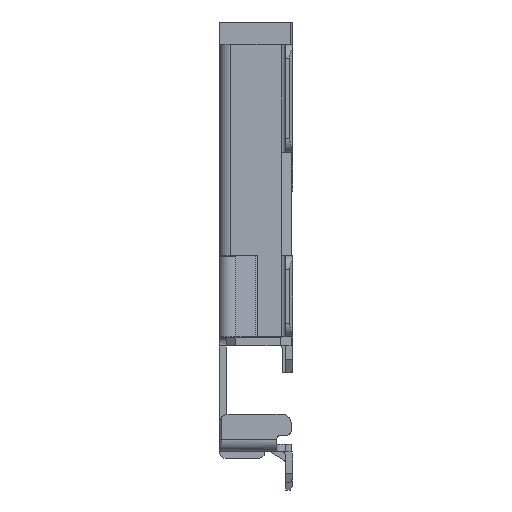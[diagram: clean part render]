
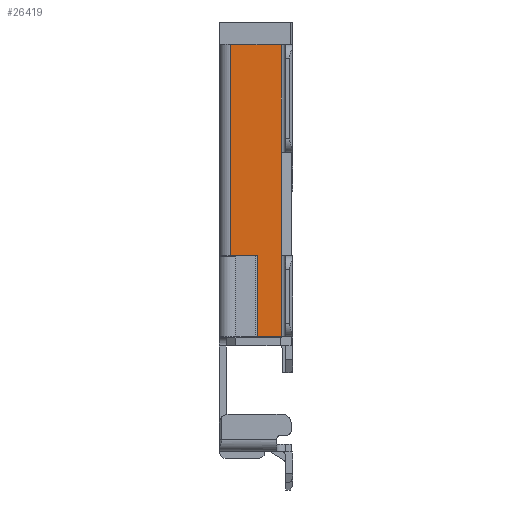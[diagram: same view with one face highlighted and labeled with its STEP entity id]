
A CAD part, left-side view. The second image highlights one B-rep face of the part: STEP entity #26419.
In plain terms, the highlighted planar face has unit normal (-1, 0, 0).
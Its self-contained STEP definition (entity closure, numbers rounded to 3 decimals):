
#1033 = VECTOR ( 'NONE', #21317, 1000. ) ;
#1088 = CARTESIAN_POINT ( 'NONE',  ( -12.165, 0.398, -4.7 ) ) ;
#1602 = LINE ( 'NONE', #37931, #22557 ) ;
#1707 = LINE ( 'NONE', #31325, #11643 ) ;
#1942 = ORIENTED_EDGE ( 'NONE', *, *, #8812, .T. ) ;
#2315 = VECTOR ( 'NONE', #19767, 1000. ) ;
#3484 = LINE ( 'NONE', #45743, #2315 ) ;
#3835 = VECTOR ( 'NONE', #29503, 1000. ) ;
#5343 = LINE ( 'NONE', #29425, #33756 ) ;
#6413 = CARTESIAN_POINT ( 'NONE',  ( -12.165, 0.69, -3.8 ) ) ;
#6701 = PLANE ( 'NONE',  #40714 ) ;
#7041 = CARTESIAN_POINT ( 'NONE',  ( -12.165, 0.69, -1.45 ) ) ;
#8812 = EDGE_CURVE ( 'NONE', #46856, #28014, #3484, .T. ) ;
#10407 = CARTESIAN_POINT ( 'NONE',  ( -12.165, 0.69, -2.625 ) ) ;
#10962 = EDGE_CURVE ( 'NONE', #46856, #17399, #40519, .T. ) ;
#11643 = VECTOR ( 'NONE', #16463, 1000. ) ;
#12712 = EDGE_LOOP ( 'NONE', ( #35738, #20493, #17010, #38604, #45294, #40022, #1942, #31293 ) ) ;
#13123 = VECTOR ( 'NONE', #29332, 1000. ) ;
#14800 = CARTESIAN_POINT ( 'NONE',  ( -12.165, 0.13, -4.7 ) ) ;
#14888 = DIRECTION ( 'NONE',  ( 0., 0., -1. ) ) ;
#15811 = DIRECTION ( 'NONE',  ( 0., 0., -1. ) ) ;
#16017 = LINE ( 'NONE', #23781, #20076 ) ;
#16463 = DIRECTION ( 'NONE',  ( 0., 0., 1. ) ) ;
#17010 = ORIENTED_EDGE ( 'NONE', *, *, #18614, .F. ) ;
#17399 = VERTEX_POINT ( 'NONE', #35217 ) ;
#18614 = EDGE_CURVE ( 'NONE', #23132, #27462, #1707, .T. ) ;
#19309 = DIRECTION ( 'NONE',  ( 0., -1., 0. ) ) ;
#19767 = DIRECTION ( 'NONE',  ( 0., 0., 1. ) ) ;
#20076 = VECTOR ( 'NONE', #34926, 1000. ) ;
#20493 = ORIENTED_EDGE ( 'NONE', *, *, #46732, .T. ) ;
#21317 = DIRECTION ( 'NONE',  ( 0., 0., -1. ) ) ;
#22557 = VECTOR ( 'NONE', #19309, 1000. ) ;
#23132 = VERTEX_POINT ( 'NONE', #1088 ) ;
#23618 = LINE ( 'NONE', #10407, #3835 ) ;
#23663 = FACE_OUTER_BOUND ( 'NONE', #12712, .T. ) ;
#23781 = CARTESIAN_POINT ( 'NONE',  ( -12.165, 0.41, -3.8 ) ) ;
#24127 = LINE ( 'NONE', #44148, #13123 ) ;
#25470 = CARTESIAN_POINT ( 'NONE',  ( -12.165, 0.398, -3.8 ) ) ;
#26003 = EDGE_CURVE ( 'NONE', #23132, #40619, #1602, .T. ) ;
#26355 = CARTESIAN_POINT ( 'NONE',  ( -12.165, 0.13, -1.45 ) ) ;
#26419 = ADVANCED_FACE ( 'NONE', ( #23663 ), #6701, .T. ) ;
#27462 = VERTEX_POINT ( 'NONE', #25470 ) ;
#27790 = VERTEX_POINT ( 'NONE', #6413 ) ;
#28014 = VERTEX_POINT ( 'NONE', #26355 ) ;
#29332 = DIRECTION ( 'NONE',  ( 0., 1., 0. ) ) ;
#29425 = CARTESIAN_POINT ( 'NONE',  ( -12.165, 0.13, -4.25 ) ) ;
#29503 = DIRECTION ( 'NONE',  ( 0., 0., -1. ) ) ;
#30589 = EDGE_CURVE ( 'NONE', #35473, #27790, #23618, .T. ) ;
#31293 = ORIENTED_EDGE ( 'NONE', *, *, #47568, .T. ) ;
#31325 = CARTESIAN_POINT ( 'NONE',  ( -12.165, 0.398, -4.25 ) ) ;
#31508 = CARTESIAN_POINT ( 'NONE',  ( -12.165, 0.69, -1.45 ) ) ;
#32977 = EDGE_CURVE ( 'NONE', #17399, #40619, #5343, .T. ) ;
#33756 = VECTOR ( 'NONE', #14888, 1000. ) ;
#34926 = DIRECTION ( 'NONE',  ( 0., -1., 0. ) ) ;
#35217 = CARTESIAN_POINT ( 'NONE',  ( -12.165, 0.13, -3.8 ) ) ;
#35473 = VERTEX_POINT ( 'NONE', #31508 ) ;
#35738 = ORIENTED_EDGE ( 'NONE', *, *, #30589, .T. ) ;
#35895 = CARTESIAN_POINT ( 'NONE',  ( -12.165, 0.13, -2.65 ) ) ;
#37931 = CARTESIAN_POINT ( 'NONE',  ( -12.165, 0.41, -4.7 ) ) ;
#38604 = ORIENTED_EDGE ( 'NONE', *, *, #26003, .T. ) ;
#40022 = ORIENTED_EDGE ( 'NONE', *, *, #10962, .F. ) ;
#40519 = LINE ( 'NONE', #47305, #1033 ) ;
#40619 = VERTEX_POINT ( 'NONE', #14800 ) ;
#40714 = AXIS2_PLACEMENT_3D ( 'NONE', #7041, #41741, #15811 ) ;
#41741 = DIRECTION ( 'NONE',  ( -1., 0., 0. ) ) ;
#44148 = CARTESIAN_POINT ( 'NONE',  ( -12.165, 0.41, -1.45 ) ) ;
#45294 = ORIENTED_EDGE ( 'NONE', *, *, #32977, .F. ) ;
#45743 = CARTESIAN_POINT ( 'NONE',  ( -12.165, 0.13, -3.075 ) ) ;
#46732 = EDGE_CURVE ( 'NONE', #27790, #27462, #16017, .T. ) ;
#46856 = VERTEX_POINT ( 'NONE', #35895 ) ;
#47305 = CARTESIAN_POINT ( 'NONE',  ( -12.165, 0.13, -3.075 ) ) ;
#47568 = EDGE_CURVE ( 'NONE', #28014, #35473, #24127, .T. ) ;
